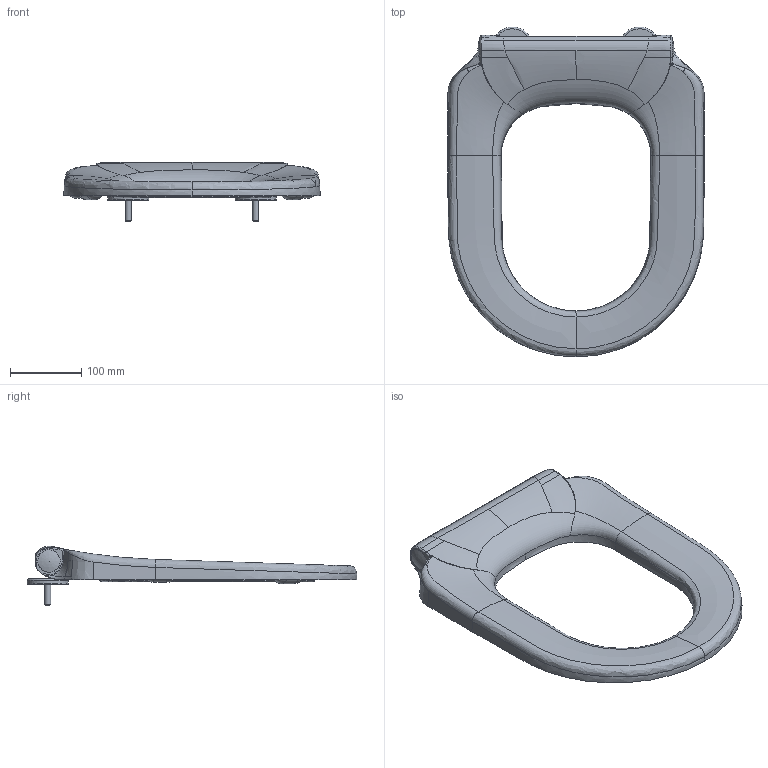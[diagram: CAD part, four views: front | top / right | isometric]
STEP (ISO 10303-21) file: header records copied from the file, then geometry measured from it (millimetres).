
FILE_DESCRIPTION(/* description */ (''),/* implementation_level */ '2;1');
FILE_NAME(/* name */ '9M7461_WCRS.stp',/* time_stamp */ '2021-11-09T13:28:32+01:00',/* author */ (''),/* organization */ (''),/* preprocessor_version */ 'ST-DEVELOPER v18.1',/* originating_system */ 'SIEMENS PLM Software NX 1973',/* authorisation */ '');
FILE_SCHEMA (('AUTOMOTIVE_DESIGN { 1 0 10303 214 3 1 1 1 }'));
Products named in the file (1): Muel082477C2am92
Bounding box: 359.99 x 462.85 x 83.35 mm (x, y, z)
Volume: 776741.1 mm3; surface area: 297537.3 mm2
Topology: 13 solids, 13 shells, 462 faces, 1112 edges, 654 vertices
Faces by surface type: bspline 235, cylinder 80, plane 74, torus 32, cone 26, sphere 12, extrusion 3
Full cylindrical faces by diameter (mm): 4 x2, 8 x6, 8.5 x2, 8.85 x2, 9.1 x2, 15 x2, 28.5 x2, 31.35 x2, 56 x2, 57.6 x2
Entity records: 58838 total; most frequent: CARTESIAN_POINT 50321, ORIENTED_EDGE 2008, DIRECTION 1212, EDGE_CURVE 1004, VERTEX_POINT 625, EDGE_LOOP 529, AXIS2_PLACEMENT_3D 516, ADVANCED_FACE 462
